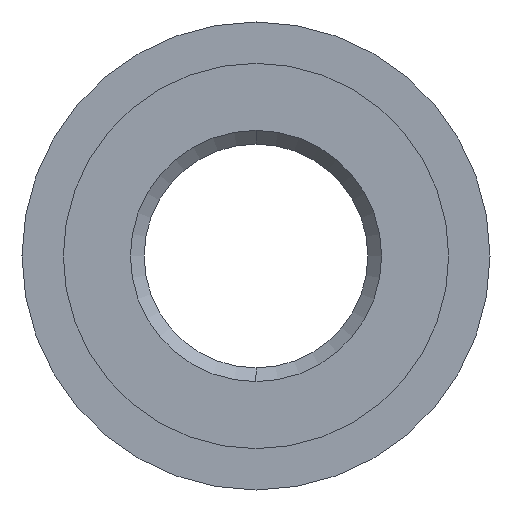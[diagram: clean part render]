
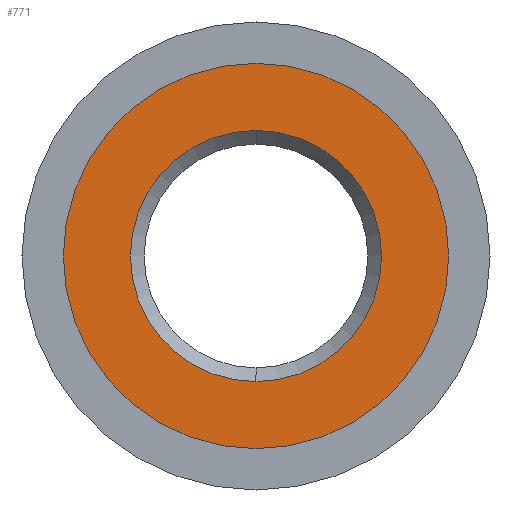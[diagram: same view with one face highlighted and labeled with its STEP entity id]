
A CAD part, front view. The second image highlights one B-rep face of the part: STEP entity #771.
In plain terms, the highlighted planar face has unit normal (0, -1, 0).
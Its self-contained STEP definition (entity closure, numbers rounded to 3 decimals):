
#22 = CARTESIAN_POINT ( 'NONE',  ( 0., -80., 0. ) ) ;
#34 = EDGE_LOOP ( 'NONE', ( #371, #540 ) ) ;
#38 = CIRCLE ( 'NONE', #199, 9.125 ) ;
#40 = CARTESIAN_POINT ( 'NONE',  ( 0., -80., -14. ) ) ;
#60 = DIRECTION ( 'NONE',  ( 0., -1., 0. ) ) ;
#91 = DIRECTION ( 'NONE',  ( 0., 0., 1. ) ) ;
#149 = CARTESIAN_POINT ( 'NONE',  ( 0., -80., 9.125 ) ) ;
#177 = EDGE_CURVE ( 'NONE', #705, #606, #38, .T. ) ;
#197 = CIRCLE ( 'NONE', #226, 14. ) ;
#199 = AXIS2_PLACEMENT_3D ( 'NONE', #243, #60, #527 ) ;
#217 = ORIENTED_EDGE ( 'NONE', *, *, #177, .F. ) ;
#226 = AXIS2_PLACEMENT_3D ( 'NONE', #618, #756, #763 ) ;
#230 = AXIS2_PLACEMENT_3D ( 'NONE', #296, #562, #501 ) ;
#243 = CARTESIAN_POINT ( 'NONE',  ( 0., -80., 0. ) ) ;
#283 = AXIS2_PLACEMENT_3D ( 'NONE', #22, #488, #423 ) ;
#286 = FACE_BOUND ( 'NONE', #419, .T. ) ;
#296 = CARTESIAN_POINT ( 'NONE',  ( 0., -80., 0. ) ) ;
#312 = VERTEX_POINT ( 'NONE', #40 ) ;
#316 = EDGE_CURVE ( 'NONE', #606, #705, #517, .T. ) ;
#371 = ORIENTED_EDGE ( 'NONE', *, *, #477, .T. ) ;
#419 = EDGE_LOOP ( 'NONE', ( #480, #217 ) ) ;
#421 = CARTESIAN_POINT ( 'NONE',  ( 0., -80., 0. ) ) ;
#423 = DIRECTION ( 'NONE',  ( 0., 0., -1. ) ) ;
#477 = EDGE_CURVE ( 'NONE', #312, #508, #197, .T. ) ;
#480 = ORIENTED_EDGE ( 'NONE', *, *, #316, .F. ) ;
#488 = DIRECTION ( 'NONE',  ( 0., -1., 0. ) ) ;
#501 = DIRECTION ( 'NONE',  ( 0., 0., 1. ) ) ;
#508 = VERTEX_POINT ( 'NONE', #599 ) ;
#513 = EDGE_CURVE ( 'NONE', #508, #312, #630, .T. ) ;
#517 = CIRCLE ( 'NONE', #230, 9.125 ) ;
#527 = DIRECTION ( 'NONE',  ( 0., 0., 1. ) ) ;
#540 = ORIENTED_EDGE ( 'NONE', *, *, #513, .T. ) ;
#562 = DIRECTION ( 'NONE',  ( 0., -1., 0. ) ) ;
#580 = AXIS2_PLACEMENT_3D ( 'NONE', #421, #676, #91 ) ;
#599 = CARTESIAN_POINT ( 'NONE',  ( 0., -80., 14. ) ) ;
#606 = VERTEX_POINT ( 'NONE', #149 ) ;
#618 = CARTESIAN_POINT ( 'NONE',  ( 0., -80., 0. ) ) ;
#630 = CIRCLE ( 'NONE', #283, 14. ) ;
#668 = CARTESIAN_POINT ( 'NONE',  ( 0., -80., -9.125 ) ) ;
#676 = DIRECTION ( 'NONE',  ( 0., -1., 0. ) ) ;
#705 = VERTEX_POINT ( 'NONE', #668 ) ;
#724 = PLANE ( 'NONE',  #580 ) ;
#744 = FACE_OUTER_BOUND ( 'NONE', #34, .T. ) ;
#756 = DIRECTION ( 'NONE',  ( 0., -1., 0. ) ) ;
#763 = DIRECTION ( 'NONE',  ( 0., 0., -1. ) ) ;
#771 = ADVANCED_FACE ( 'NONE', ( #286, #744 ), #724, .T. ) ;
